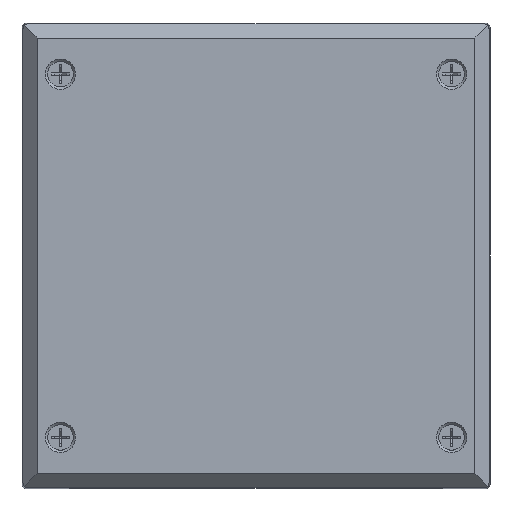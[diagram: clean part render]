
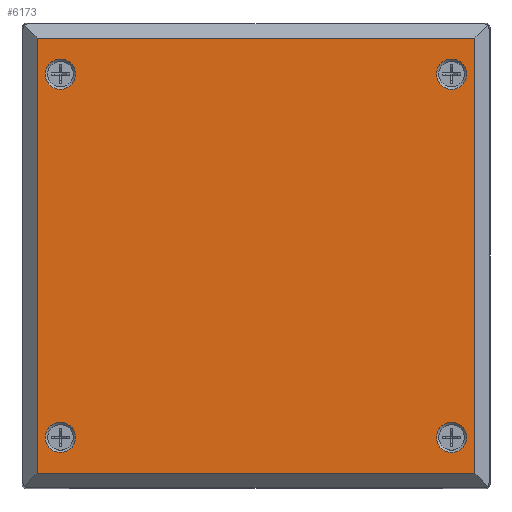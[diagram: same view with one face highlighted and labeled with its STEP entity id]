
A CAD part, top view. The second image highlights one B-rep face of the part: STEP entity #6173.
In plain terms, the highlighted face is planar.
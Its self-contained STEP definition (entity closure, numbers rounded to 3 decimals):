
#226=CIRCLE('',#6564,3.25);
#229=CIRCLE('',#6569,3.25);
#232=CIRCLE('',#6574,3.25);
#235=CIRCLE('',#6579,3.25);
#372=FACE_BOUND('',#1140,.T.);
#373=FACE_BOUND('',#1141,.T.);
#374=FACE_BOUND('',#1142,.T.);
#375=FACE_BOUND('',#1143,.T.);
#696=FACE_OUTER_BOUND('',#1139,.T.);
#1139=EDGE_LOOP('',(#5182,#5183,#5184,#5185));
#1140=EDGE_LOOP('',(#5186));
#1141=EDGE_LOOP('',(#5187));
#1142=EDGE_LOOP('',(#5188));
#1143=EDGE_LOOP('',(#5189));
#1852=LINE('',#9941,#2508);
#1853=LINE('',#9943,#2509);
#1854=LINE('',#9945,#2510);
#1855=LINE('',#9946,#2511);
#2508=VECTOR('',#8089,93.518);
#2509=VECTOR('',#8090,94.018);
#2510=VECTOR('',#8091,93.518);
#2511=VECTOR('',#8092,94.018);
#2914=VERTEX_POINT('',#9459);
#2917=VERTEX_POINT('',#9467);
#2920=VERTEX_POINT('',#9475);
#2923=VERTEX_POINT('',#9483);
#3094=VERTEX_POINT('',#9939);
#3095=VERTEX_POINT('',#9940);
#3096=VERTEX_POINT('',#9942);
#3097=VERTEX_POINT('',#9944);
#3610=EDGE_CURVE('',#2914,#2914,#226,.T.);
#3613=EDGE_CURVE('',#2917,#2917,#229,.T.);
#3616=EDGE_CURVE('',#2920,#2920,#232,.T.);
#3619=EDGE_CURVE('',#2923,#2923,#235,.T.);
#3844=EDGE_CURVE('',#3094,#3095,#1852,.T.);
#3845=EDGE_CURVE('',#3096,#3094,#1853,.T.);
#3846=EDGE_CURVE('',#3097,#3096,#1854,.T.);
#3847=EDGE_CURVE('',#3095,#3097,#1855,.T.);
#5182=ORIENTED_EDGE('',*,*,#3844,.F.);
#5183=ORIENTED_EDGE('',*,*,#3845,.F.);
#5184=ORIENTED_EDGE('',*,*,#3846,.F.);
#5185=ORIENTED_EDGE('',*,*,#3847,.F.);
#5186=ORIENTED_EDGE('',*,*,#3610,.T.);
#5187=ORIENTED_EDGE('',*,*,#3613,.T.);
#5188=ORIENTED_EDGE('',*,*,#3616,.T.);
#5189=ORIENTED_EDGE('',*,*,#3619,.T.);
#5843=PLANE('',#6653);
#6173=ADVANCED_FACE('',(#696,#372,#373,#374,#375),#5843,.F.);
#6564=AXIS2_PLACEMENT_3D('',#9460,#7699,#7700);
#6569=AXIS2_PLACEMENT_3D('',#9468,#7709,#7710);
#6574=AXIS2_PLACEMENT_3D('',#9476,#7719,#7720);
#6579=AXIS2_PLACEMENT_3D('',#9484,#7729,#7730);
#6653=AXIS2_PLACEMENT_3D('',#9938,#8087,#8088);
#7699=DIRECTION('center_axis',(0.,0.,1.));
#7700=DIRECTION('ref_axis',(-1.,0.,0.));
#7709=DIRECTION('center_axis',(0.,0.,1.));
#7710=DIRECTION('ref_axis',(-1.,0.,0.));
#7719=DIRECTION('center_axis',(0.,0.,1.));
#7720=DIRECTION('ref_axis',(-1.,0.,0.));
#7729=DIRECTION('center_axis',(0.,0.,1.));
#7730=DIRECTION('ref_axis',(-1.,0.,0.));
#8087=DIRECTION('center_axis',(0.,0.,1.));
#8088=DIRECTION('ref_axis',(1.,0.,0.));
#8089=DIRECTION('',(0.,1.,0.));
#8090=DIRECTION('',(1.,0.,0.));
#8091=DIRECTION('',(0.,-1.,0.));
#8092=DIRECTION('',(-1.,0.,0.));
#9459=CARTESIAN_POINT('',(38.75,39.,-27.6));
#9460=CARTESIAN_POINT('Origin',(42.,39.,-27.6));
#9467=CARTESIAN_POINT('',(-45.25,-39.,-27.6));
#9468=CARTESIAN_POINT('Origin',(-42.,-39.,-27.6));
#9475=CARTESIAN_POINT('',(38.75,-39.,-27.6));
#9476=CARTESIAN_POINT('Origin',(42.,-39.,-27.6));
#9483=CARTESIAN_POINT('',(-45.25,39.,-27.6));
#9484=CARTESIAN_POINT('Origin',(-42.,39.,-27.6));
#9938=CARTESIAN_POINT('Origin',(0.,0.,-27.6));
#9939=CARTESIAN_POINT('',(47.009,-46.759,-27.6));
#9940=CARTESIAN_POINT('',(47.009,46.759,-27.6));
#9941=CARTESIAN_POINT('',(47.009,-25.,-27.6));
#9942=CARTESIAN_POINT('',(-47.009,-46.759,-27.6));
#9943=CARTESIAN_POINT('',(-25.125,-46.759,-27.6));
#9944=CARTESIAN_POINT('',(-47.009,46.759,-27.6));
#9945=CARTESIAN_POINT('',(-47.009,25.,-27.6));
#9946=CARTESIAN_POINT('',(25.125,46.759,-27.6));
